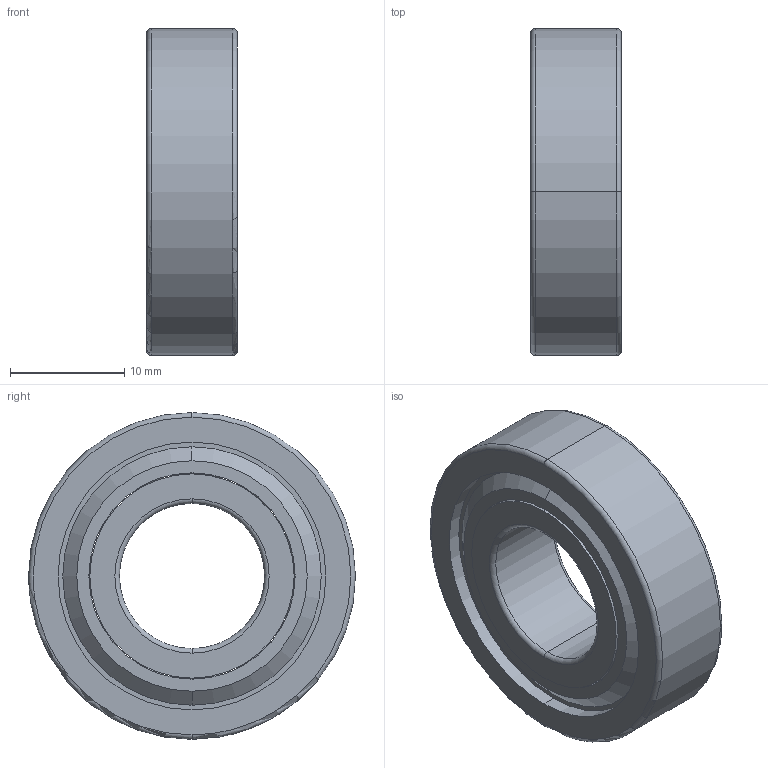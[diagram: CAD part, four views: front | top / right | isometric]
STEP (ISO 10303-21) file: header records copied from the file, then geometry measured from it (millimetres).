
FILE_DESCRIPTION (( 'STEP AP214' ), '1' );
FILE_NAME ('WCP-0778 Rev1.step', '2022-11-28T21:16:10', ( '' ), ( '' ), 'SwSTEP 2.0', 'SolidWorks 2020', '' );
FILE_SCHEMA (( 'AUTOMOTIVE_DESIGN' ));
Length unit declared in the file: inch
Products named in the file (1): WCP-0778 Rev1
Bounding box: 7.94 x 28.57 x 28.57 mm (x, y, z)
Volume: 3365 mm3; surface area: 4516.8 mm2
Topology: 3 solids, 3 shells, 98 faces, 212 edges, 144 vertices
Faces by surface type: sphere 44, cylinder 24, torus 14, plane 12, cone 4
Entity records: 4345 total; most frequent: CARTESIAN_POINT 2094, DIRECTION 478, ORIENTED_EDGE 424, AXIS2_PLACEMENT_3D 223, EDGE_CURVE 212, VERTEX_POINT 144, EDGE_LOOP 128, CIRCLE 124
